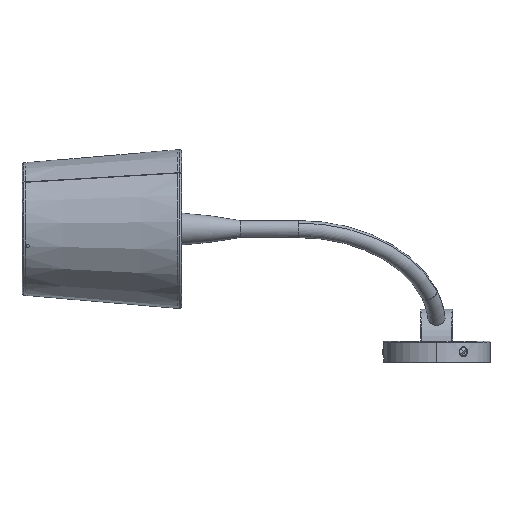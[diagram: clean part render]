
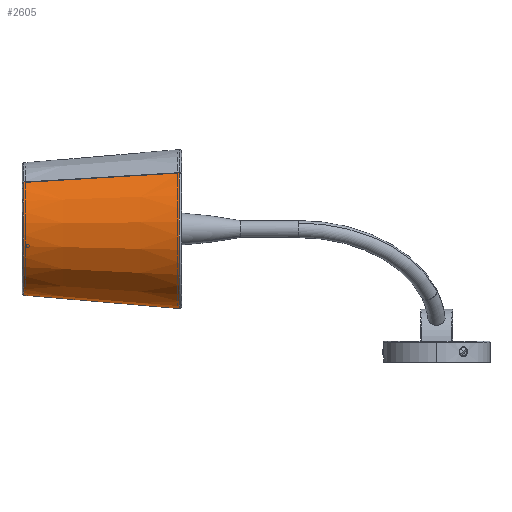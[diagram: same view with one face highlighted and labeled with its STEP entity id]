
A CAD part, left-side view. The second image highlights one B-rep face of the part: STEP entity #2605.
In plain terms, the highlighted conical face has half-angle 4.891 degrees and reference radius 74.993 mm.
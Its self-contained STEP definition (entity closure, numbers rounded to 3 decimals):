
#328 = CARTESIAN_POINT ( 'NONE',  ( -61.165, 388.171, 81.165 ) ) ;
#604 = AXIS2_PLACEMENT_3D ( 'NONE', #5880, #3408, #1589 ) ;
#837 = EDGE_CURVE ( 'NONE', #2982, #4967, #6258, .T. ) ;
#872 = ORIENTED_EDGE ( 'NONE', *, *, #6250, .F. ) ;
#995 = CARTESIAN_POINT ( 'NONE',  ( -105.359, 242.171, 125.359 ) ) ;
#1017 = VERTEX_POINT ( 'NONE', #4477 ) ;
#1559 = EDGE_CURVE ( 'NONE', #2982, #4703, #2783, .T. ) ;
#1589 = DIRECTION ( 'NONE',  ( 0.707, 0., -0.707 ) ) ;
#2154 = DIRECTION ( 'NONE',  ( 0., -1., 0. ) ) ;
#2176 = CARTESIAN_POINT ( 'NONE',  ( -149.553, 388.171, 169.553 ) ) ;
#2196 = DIRECTION ( 'NONE',  ( 0., -1., 0. ) ) ;
#2605 = ADVANCED_FACE ( 'NONE', ( #2722 ), #5457, .T. ) ;
#2722 = FACE_OUTER_BOUND ( 'NONE', #7623, .T. ) ;
#2783 = CIRCLE ( 'NONE', #604, 62.5 ) ;
#2922 = ORIENTED_EDGE ( 'NONE', *, *, #1559, .T. ) ;
#2982 = VERTEX_POINT ( 'NONE', #2176 ) ;
#3139 = EDGE_CURVE ( 'NONE', #4703, #1017, #6987, .T. ) ;
#3356 = CIRCLE ( 'NONE', #5639, 74.993 ) ;
#3408 = DIRECTION ( 'NONE',  ( 0., -1., 0. ) ) ;
#3991 = DIRECTION ( 'NONE',  ( 0.707, 0., -0.707 ) ) ;
#4352 = CARTESIAN_POINT ( 'NONE',  ( -158.387, 242.171, 178.387 ) ) ;
#4477 = CARTESIAN_POINT ( 'NONE',  ( -52.331, 242.171, 72.331 ) ) ;
#4608 = CARTESIAN_POINT ( 'NONE',  ( -52.331, 242.171, 72.331 ) ) ;
#4649 = DIRECTION ( 'NONE',  ( 0.707, 0., -0.707 ) ) ;
#4703 = VERTEX_POINT ( 'NONE', #328 ) ;
#4910 = DIRECTION ( 'NONE',  ( -0.06, -0.996, 0.06 ) ) ;
#4967 = VERTEX_POINT ( 'NONE', #6299 ) ;
#5009 = ORIENTED_EDGE ( 'NONE', *, *, #837, .F. ) ;
#5457 = CONICAL_SURFACE ( 'NONE', #6483, 74.993, 0.085 ) ;
#5639 = AXIS2_PLACEMENT_3D ( 'NONE', #995, #2196, #4649 ) ;
#5781 = CARTESIAN_POINT ( 'NONE',  ( -105.359, 242.171, 125.359 ) ) ;
#5880 = CARTESIAN_POINT ( 'NONE',  ( -105.359, 388.171, 125.359 ) ) ;
#6082 = VECTOR ( 'NONE', #4910, 1000. ) ;
#6250 = EDGE_CURVE ( 'NONE', #4967, #1017, #3356, .T. ) ;
#6258 = LINE ( 'NONE', #4352, #6082 ) ;
#6299 = CARTESIAN_POINT ( 'NONE',  ( -158.387, 242.171, 178.387 ) ) ;
#6466 = DIRECTION ( 'NONE',  ( 0.06, -0.996, -0.06 ) ) ;
#6483 = AXIS2_PLACEMENT_3D ( 'NONE', #5781, #2154, #3991 ) ;
#6854 = VECTOR ( 'NONE', #6466, 1000. ) ;
#6987 = LINE ( 'NONE', #4608, #6854 ) ;
#7554 = ORIENTED_EDGE ( 'NONE', *, *, #3139, .T. ) ;
#7623 = EDGE_LOOP ( 'NONE', ( #5009, #2922, #7554, #872 ) ) ;
